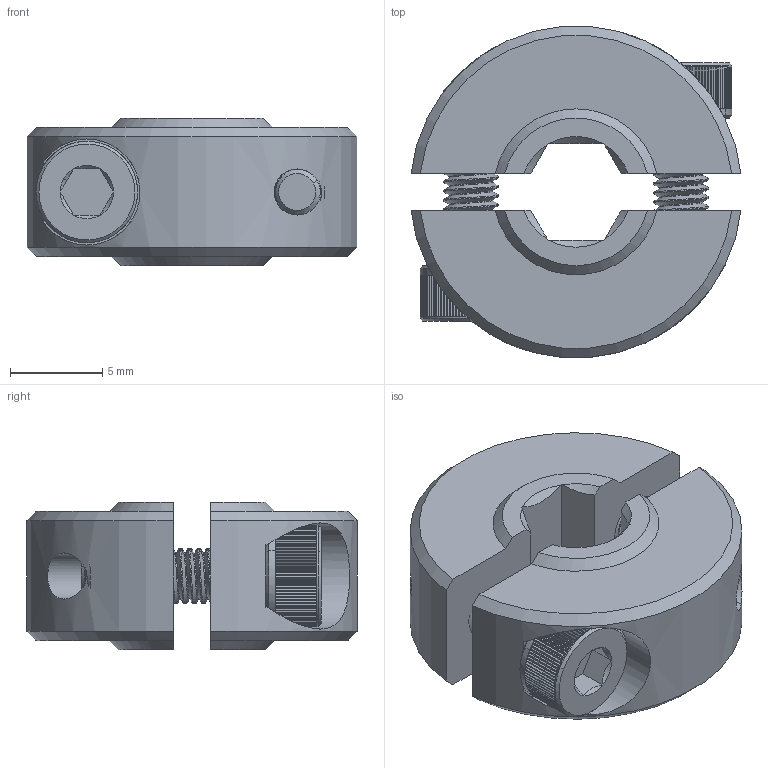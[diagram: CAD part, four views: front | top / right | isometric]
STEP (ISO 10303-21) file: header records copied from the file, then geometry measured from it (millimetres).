
FILE_DESCRIPTION (( 'STEP AP203' ), '1' );
FILE_NAME ('am-1652 5mm Hex Thin Collar Clamp Assembly (2 Part).STEP', '2022-06-07T18:51:47', ( '' ), ( '' ), 'SwSTEP 2.0', 'SolidWorks 2021', '' );
FILE_SCHEMA (( 'CONFIG_CONTROL_DESIGN' ));
Length unit declared in the file: inch
Products named in the file (3): 91290A115_Alloy Steel Socket Head Screw_91290A115; am-1652 5mm Hex Thin Collar Clamp Assembly (2 Part); 5mm Hex Thin Collar Clamp Body (2 Part)
Assembly tree (4 placements, depth 2):
  am-1652 5mm Hex Thin Collar Clamp Assembly (2 Part)
    5mm Hex Thin Collar Clamp Body (2 Part)  x2
    91290A115_Alloy Steel Socket Head Screw_91290A115  x2
Bounding box: 17.89 x 17.93 x 8 mm (x, y, z)
Volume: 1431.1 mm3; surface area: 1748 mm2
Topology: 4 solids, 4 shells, 968 faces, 2262 edges, 1496 vertices
Faces by surface type: plane 808, cylinder 98, cone 56, bspline 6
Entity records: 16710 total; most frequent: CARTESIAN_POINT 5305, ORIENTED_EDGE 2262, DIRECTION 2224, EDGE_CURVE 1131, LINE 766, VECTOR 766, VERTEX_POINT 748, AXIS2_PLACEMENT_3D 729
